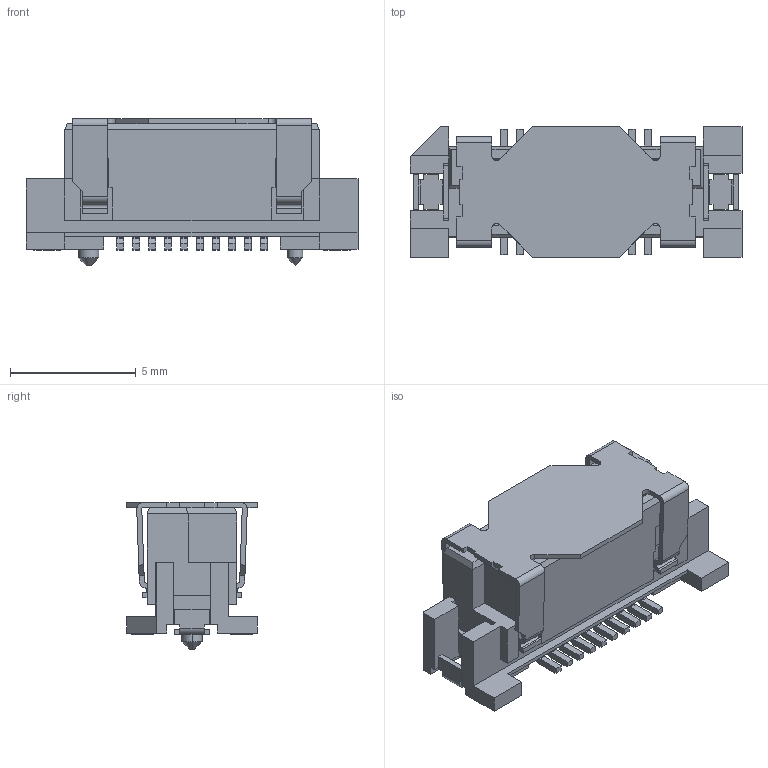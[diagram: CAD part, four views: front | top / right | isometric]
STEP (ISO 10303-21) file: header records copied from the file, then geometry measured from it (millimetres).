
FILE_DESCRIPTION(('FreeCAD Model'),'2;1');
FILE_NAME('Molex_SlimStack_55091-0274_2x10_P0.64mm_Vertical.step', '2019-10-24T14:19:57',('kicad StepUp'),('ksu MCAD'), 'Open CASCADE STEP processor 7.3','FreeCAD','Unknown');
FILE_SCHEMA(('AUTOMOTIVE_DESIGN { 1 0 10303 214 1 1 1 1 }'));
Length unit declared in the file: millimetre
Products named in the file (1): Molex_SlimStack_55091-0274_2x10_P0.64mm_Vertical
Bounding box: 13.22 x 5.2 x 5.85 mm (x, y, z)
Volume: 131.5 mm3; surface area: 557.5 mm2
Topology: 1 solids, 1 shells, 792 faces, 2237 edges, 1461 vertices
Faces by surface type: plane 668, cylinder 120, cone 4
Entity records: 30757 total; most frequent: CARTESIAN_POINT 4489, ORIENTED_EDGE 4470, DIRECTION 4067, EDGE_CURVE 2235, LINE 1989, VECTOR 1989, VERTEX_POINT 1461, AXIS2_PLACEMENT_3D 1039
